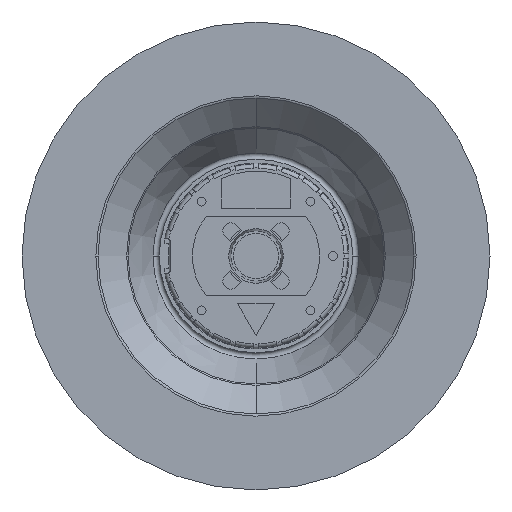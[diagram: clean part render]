
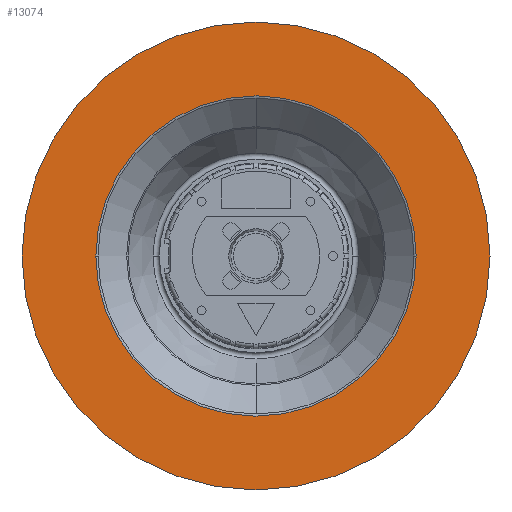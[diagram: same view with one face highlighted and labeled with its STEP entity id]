
A CAD part, front view. The second image highlights one B-rep face of the part: STEP entity #13074.
In plain terms, the highlighted face is planar.
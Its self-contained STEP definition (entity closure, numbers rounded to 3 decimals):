
#10419=CARTESIAN_POINT('',(88.25,60.2,-88.311));
#10420=DIRECTION('',(0.,1.,0.));
#10421=DIRECTION('',(0.007,0.,-1.));
#10422=AXIS2_PLACEMENT_3D('',#10419,#10420,#10421);
#10424=CARTESIAN_POINT('',(88.25,60.2,-88.311));
#10425=DIRECTION('',(0.,1.,0.));
#10426=DIRECTION('',(-0.007,0.,1.));
#10427=AXIS2_PLACEMENT_3D('',#10424,#10425,#10426);
#10449=CARTESIAN_POINT('',(88.25,60.2,-88.311));
#10450=DIRECTION('',(0.,1.,0.));
#10451=DIRECTION('',(0.,0.,1.));
#10452=AXIS2_PLACEMENT_3D('',#10449,#10450,#10451);
#10454=CARTESIAN_POINT('',(88.25,60.2,-88.311));
#10455=DIRECTION('',(0.,1.,0.));
#10456=DIRECTION('',(0.,0.,-1.));
#10457=AXIS2_PLACEMENT_3D('',#10454,#10455,#10456);
#10459=CARTESIAN_POINT('',(88.25,60.2,-88.311));
#10460=DIRECTION('',(0.,-1.,0.));
#10461=DIRECTION('',(-1.,0.,0.));
#10462=AXIS2_PLACEMENT_3D('',#10459,#10460,#10461);
#10464=CARTESIAN_POINT('',(88.25,60.2,-88.311));
#10465=DIRECTION('',(0.,-1.,0.));
#10466=DIRECTION('',(-0.007,0.,1.));
#10467=AXIS2_PLACEMENT_3D('',#10464,#10465,#10466);
#10469=CARTESIAN_POINT('',(88.25,60.2,-88.311));
#10470=DIRECTION('',(0.,-1.,0.));
#10471=DIRECTION('',(1.,0.,0.));
#10472=AXIS2_PLACEMENT_3D('',#10469,#10470,#10471);
#10474=CARTESIAN_POINT('',(88.25,60.2,-88.311));
#10475=DIRECTION('',(0.,-1.,0.));
#10476=DIRECTION('',(0.007,0.,-1.));
#10477=AXIS2_PLACEMENT_3D('',#10474,#10475,#10476);
#10904=CARTESIAN_POINT('',(88.25,60.2,-0.061));
#10906=VERTEX_POINT('',#10904);
#10921=CARTESIAN_POINT('',(148.656,60.2,
-88.311));
#10923=VERTEX_POINT('',#10921);
#10942=CARTESIAN_POINT('',(88.682,60.2,
-148.715));
#10943=VERTEX_POINT('',#10942);
#10948=CARTESIAN_POINT('',(87.815,60.2,
-27.906));
#10949=CARTESIAN_POINT('',(27.843,60.2,
-88.31));
#10950=VERTEX_POINT('',#10948);
#10951=VERTEX_POINT('',#10949);
#10998=CARTESIAN_POINT('',(88.25,60.2,
-27.905));
#10999=VERTEX_POINT('',#10998);
#11054=CARTESIAN_POINT('',(88.25,60.2,
-148.717));
#11055=VERTEX_POINT('',#11054);
#11074=CARTESIAN_POINT('',(88.25,60.2,-176.561));
#11075=VERTEX_POINT('',#11074);
#13057=CARTESIAN_POINT('',(88.25,60.2,-88.311));
#13058=DIRECTION('',(0.,1.,0.));
#13059=DIRECTION('',(0.,0.,1.));
#13060=AXIS2_PLACEMENT_3D('',#13057,#13058,#13059);
#13061=PLANE('',#13060);
#13062=ORIENTED_EDGE('',*,*,#11889,.F.);
#13063=ORIENTED_EDGE('',*,*,#11917,.F.);
#13064=EDGE_LOOP('',(#13062,#13063));
#13065=FACE_OUTER_BOUND('',#13064,.F.);
#13066=ORIENTED_EDGE('',*,*,#13031,.T.);
#13067=ORIENTED_EDGE('',*,*,#13029,.F.);
#13068=ORIENTED_EDGE('',*,*,#13047,.F.);
#13069=ORIENTED_EDGE('',*,*,#13045,.T.);
#13070=ORIENTED_EDGE('',*,*,#13043,.F.);
#13071=ORIENTED_EDGE('',*,*,#13033,.F.);
#13072=EDGE_LOOP('',(#13066,#13067,#13068,#13069,#13070,#13071));
#13073=FACE_BOUND('',#13072,.F.);
#13074=ADVANCED_FACE('',(#13065,#13073),#13061,.T.);
#10423=CIRCLE('',#10422,60.406);
#10428=CIRCLE('',#10427,60.406);
#10453=CIRCLE('',#10452,88.25);
#10458=CIRCLE('',#10457,88.25);
#10463=CIRCLE('',#10462,60.406);
#10468=CIRCLE('',#10467,60.407);
#10473=CIRCLE('',#10472,60.406);
#10478=CIRCLE('',#10477,60.406);
#11889=EDGE_CURVE('',#10906,#11075,#10453,.T.);
#11917=EDGE_CURVE('',#11075,#10906,#10458,.T.);
#13029=EDGE_CURVE('',#10951,#11055,#10463,.T.);
#13031=EDGE_CURVE('',#10943,#11055,#10423,.T.);
#13033=EDGE_CURVE('',#10943,#10923,#10478,.T.);
#13043=EDGE_CURVE('',#10923,#10999,#10473,.T.);
#13045=EDGE_CURVE('',#10950,#10999,#10428,.T.);
#13047=EDGE_CURVE('',#10950,#10951,#10468,.T.);
